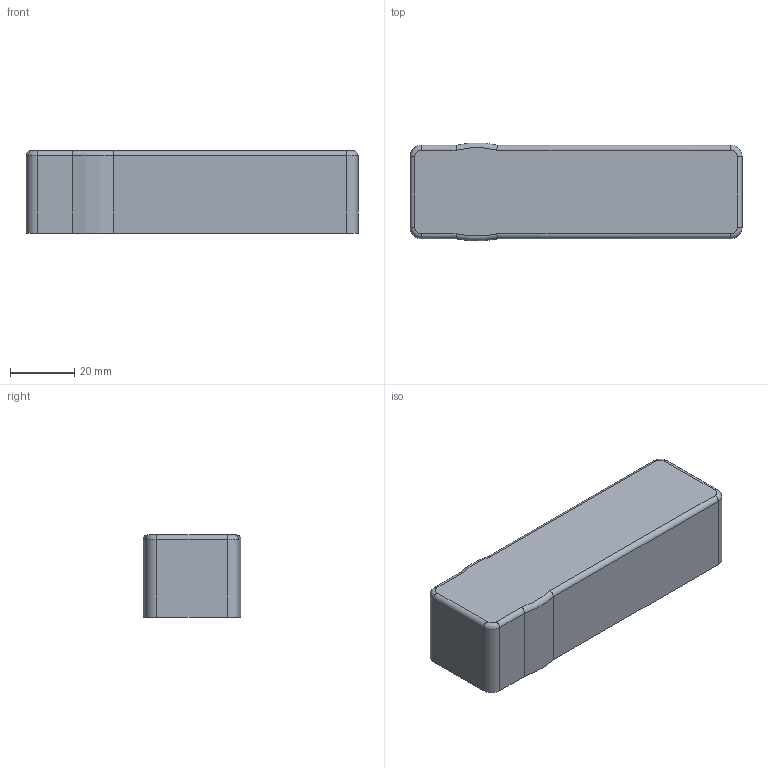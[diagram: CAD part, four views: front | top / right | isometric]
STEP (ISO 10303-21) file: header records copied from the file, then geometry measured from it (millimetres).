
FILE_DESCRIPTION(/* description */ (''),/* implementation_level */ '2;1');
FILE_NAME(/* name */ '',/* time_stamp */ '2023-11-04T15:42:01+08:00',/* author */ (''),/* organization */ (''),/* preprocessor_version */ 'ST-DEVELOPER v20',/* originating_system */ 'Autodesk Translation Framework v12.14.0.127',/* authorisation */ '');
FILE_SCHEMA (('AUTOMOTIVE_DESIGN { 1 0 10303 214 3 1 1 }'));
Length unit declared in the file: millimetre
Products named in the file (1): 外壳-2
Bounding box: 103 x 30.34 x 25.5 mm (x, y, z)
Volume: 13497.4 mm3; surface area: 18463.8 mm2
Topology: 1 solids, 1 shells, 49 faces, 126 edges, 80 vertices
Faces by surface type: cylinder 22, plane 21, torus 6
Entity records: 1567 total; most frequent: CARTESIAN_POINT 308, DIRECTION 268, ORIENTED_EDGE 252, EDGE_CURVE 126, AXIS2_PLACEMENT_3D 96, VERTEX_POINT 80, LINE 76, VECTOR 76
